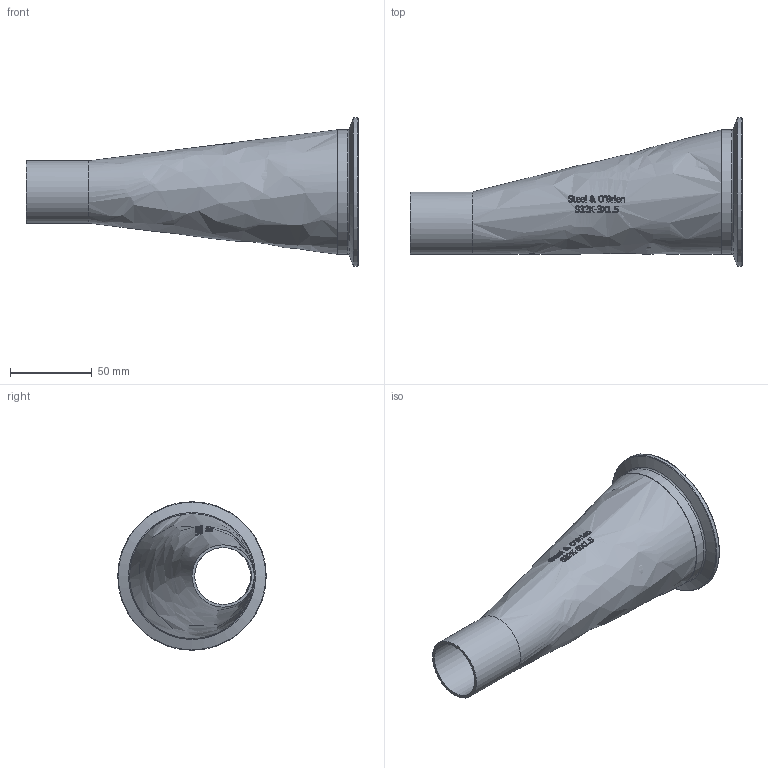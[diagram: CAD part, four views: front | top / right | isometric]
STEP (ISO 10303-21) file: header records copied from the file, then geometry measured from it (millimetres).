
FILE_DESCRIPTION(/* description */ (''),/* implementation_level */ '2;1');
FILE_NAME(/* name */ 'S32K-3X15.stp',/* time_stamp */ '2018-11-28T10:37:40-05:00',/* author */ ('rick'),/* organization */ (''),/* preprocessor_version */ 'ST-DEVELOPER v15.2',/* originating_system */ 'Autodesk Inventor 2014',/* authorisation */ '');
FILE_SCHEMA (('AUTOMOTIVE_DESIGN { 1 0 10303 214 3 1 1 }'));
Length unit declared in the file: inch
Products named in the file (1): S32K-3X15
Bounding box: 203.2 x 90.91 x 90.91 mm (x, y, z)
Volume: 63077.3 mm3; surface area: 72885 mm2
Topology: 1 solids, 1 shells, 418 faces, 1156 edges, 768 vertices
Faces by surface type: bspline 241, plane 160, torus 9, cylinder 5, cone 3
Full cylindrical faces by diameter (mm): 34.798 x1, 38.1 x1, 72.898 x1, 76.2 x1, 90.907 x1
Entity records: 16976 total; most frequent: CARTESIAN_POINT 8229, ORIENTED_EDGE 2274, EDGE_CURVE 1137, DIRECTION 964, VERTEX_POINT 766, B_SPLINE_CURVE_WITH_KNOTS 594, EDGE_LOOP 465, ADVANCED_FACE 418
